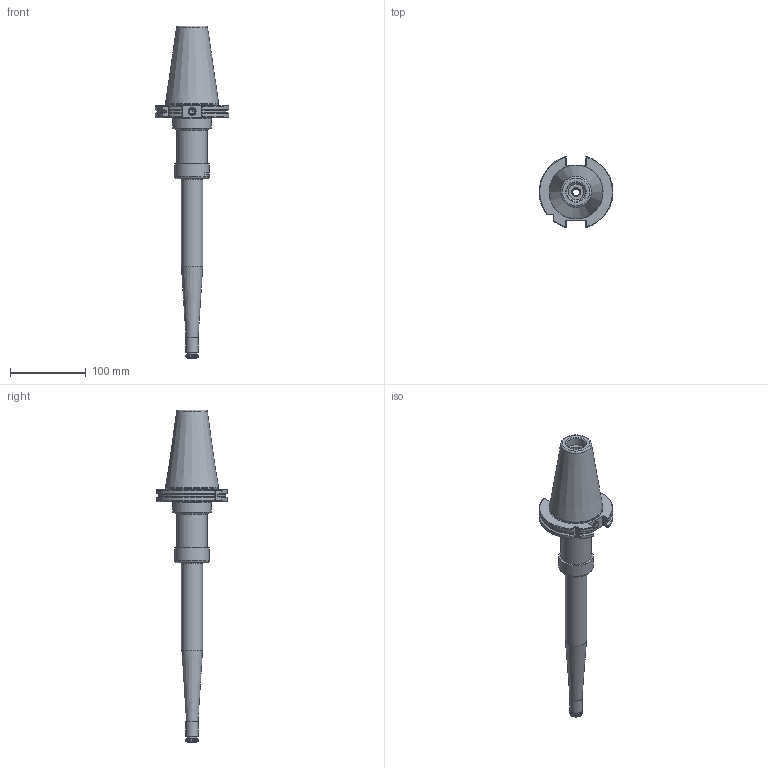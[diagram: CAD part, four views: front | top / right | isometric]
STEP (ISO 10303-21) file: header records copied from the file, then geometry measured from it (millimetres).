
FILE_DESCRIPTION(/* description */ (''),/* implementation_level */ '2;1');
FILE_NAME(/* name */ '885271170.stp',/* time_stamp */ '2023-03-15T12:14:06',/* author */ ('Ratnasingam Jekanthan'),/* organization */ ('REGO-FIX'),/* preprocessor_version */ ' Unknown',/* originating_system */ 'SIEMENS PLM Software Solid Edge ST10',/* authorization */ 'Unknown');
FILE_SCHEMA (('AUTOMOTIVE_DESIGN { 1 0 10303 214 2 1 1}'));
Length unit declared in the file: millimetre
Products named in the file (1): NOCUT
Bounding box: 97.32 x 93.58 x 437.6 mm (x, y, z)
Volume: 519667.4 mm3; surface area: 89460.5 mm2
Topology: 1 solids, 3 shells, 168 faces, 400 edges, 251 vertices
Faces by surface type: plane 58, cone 45, cylinder 39, torus 26
Full cylindrical faces by diameter (mm): 7 x1, 9 x1, 10 x3, 13 x1, 16 x2, 20.752 x2, 23.8 x1, 24.7 x1, 25 x2, 28 x1, 29 x1, 33 x1, 34 x1, 38.376 x1, 40 x1, 40.05 x1, 43.3 x1, 45.65 x1, 50.5 x1
Entity records: 5564 total; most frequent: CARTESIAN_POINT 869, DIRECTION 744, ORIENTED_EDGE 608, AXIS2_PLACEMENT_3D 320, EDGE_CURVE 304, FACE_BOUND 265, EDGE_LOOP 264, VERTEX_POINT 233
